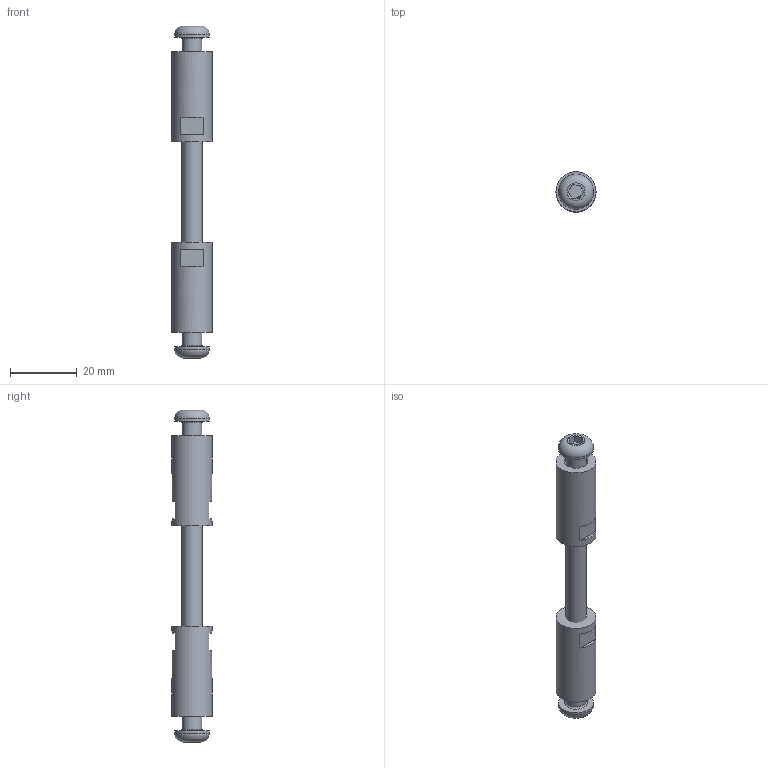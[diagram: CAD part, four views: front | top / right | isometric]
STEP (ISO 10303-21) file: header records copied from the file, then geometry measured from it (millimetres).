
FILE_DESCRIPTION(/* description */ ('-'),/* implementation_level */ '2;1');
FILE_NAME(/* name */ '40b67968-801f-47b6-a9ac-b0bb957df809.stp',/* time_stamp */ '2021-07-09T14:24:11+02:00',/* author */ ('-'),/* organization */ ('Carl Stahl'),/* preprocessor_version */ 'ST-DEVELOPER v18',/* originating_system */ 'Autodesk Inventor 2020',/* authorisation */ '-');
FILE_SCHEMA (('AUTOMOTIVE_DESIGN { 1 0 10303 214 3 1 1 }'));
Length unit declared in the file: millimetre
Products named in the file (6): CX3-32027-DFx; CX3-32027; CX3-32027_1; CX3-32027_2; ISO 7380-1 - M6 x 16; ISO 4026 - M6 x 55
Assembly tree (7 placements, depth 3):
  CX3-32027-DFx
    CX3-32027
      CX3-32027_2
      ISO 7380-1 - M6 x 16
    CX3-32027_1
      CX3-32027_2
      ISO 7380-1 - M6 x 16
    ISO 4026 - M6 x 55
Bounding box: 12 x 12 x 99.4 mm (x, y, z)
Volume: 7636.3 mm3; surface area: 5425.4 mm2
Topology: 5 solids, 5 shells, 64 faces, 153 edges, 106 vertices
Faces by surface type: plane 43, cylinder 9, cone 8, torus 4
Full cylindrical faces by diameter (mm): 5 x2, 6 x3, 10.5 x2, 12 x2
Entity records: 1328 total; most frequent: DIRECTION 218, CARTESIAN_POINT 216, ORIENTED_EDGE 178, EDGE_CURVE 89, AXIS2_PLACEMENT_3D 85, VERTEX_POINT 62, LINE 48, VECTOR 48
